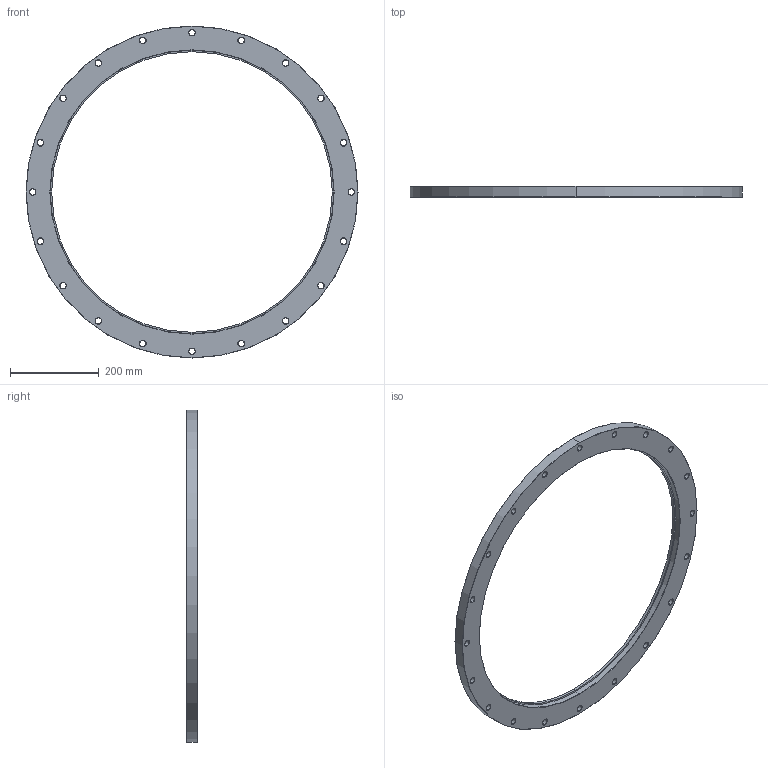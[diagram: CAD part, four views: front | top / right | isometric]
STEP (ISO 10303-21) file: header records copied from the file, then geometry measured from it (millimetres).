
FILE_DESCRIPTION (( 'STEP AP214' ), '1' );
FILE_NAME ('Hositrad_ISO-F630-640.STEP', '2013-04-25T10:26:31', ( '' ), ( '' ), 'SwSTEP 2.0', 'SolidWorks 2013', '' );
FILE_SCHEMA (( 'AUTOMOTIVE_DESIGN' ));
Length unit declared in the file: millimetre
Products named in the file (1): Hositrad_ISO-F630-640
Bounding box: 750 x 24 x 750 mm (x, y, z)
Volume: 2783014.5 mm3; surface area: 369457.6 mm2
Topology: 1 solids, 1 shells, 140 faces, 320 edges, 184 vertices
Faces by surface type: cone 88, cylinder 48, plane 4
Entity records: 4042 total; most frequent: DIRECTION 786, CARTESIAN_POINT 645, ORIENTED_EDGE 640, AXIS2_PLACEMENT_3D 325, EDGE_CURVE 320, EDGE_LOOP 184, VERTEX_POINT 184, CIRCLE 184
